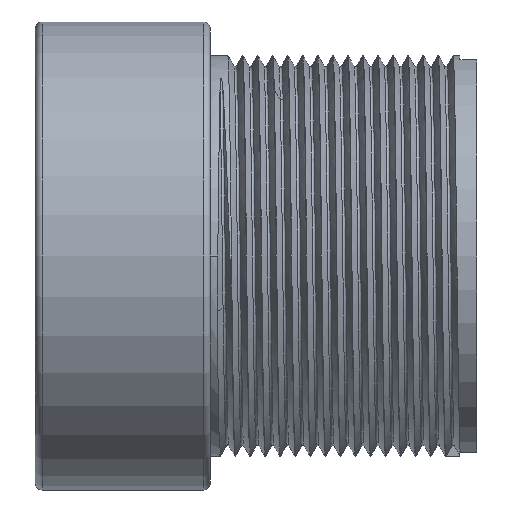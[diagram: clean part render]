
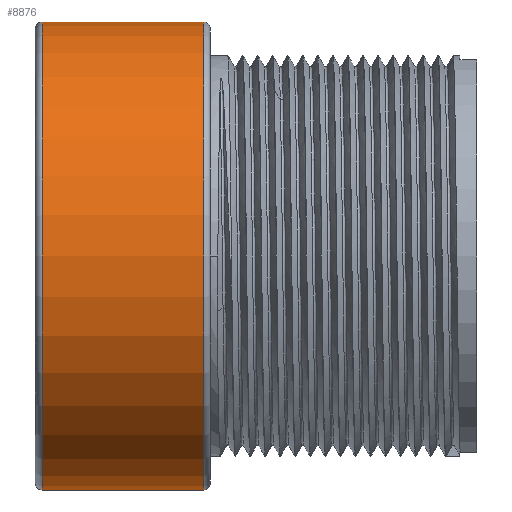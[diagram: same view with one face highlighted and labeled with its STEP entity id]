
A CAD part, left-side view. The second image highlights one B-rep face of the part: STEP entity #8876.
In plain terms, the highlighted cylindrical face has radius 7 mm (diameter 14 mm), a partial arc.
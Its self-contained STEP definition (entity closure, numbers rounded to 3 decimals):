
#3448=CARTESIAN_POINT('',(0.,8.17,0.));
#3449=DIRECTION('',(0.,1.,0.));
#3450=DIRECTION('',(0.,0.,-1.));
#3451=AXIS2_PLACEMENT_3D('',#3448,#3449,#3450);
#3453=DIRECTION('',(0.,1.,0.));
#3454=VECTOR('',#3453,4.83);
#3455=CARTESIAN_POINT('',(0.,8.17,-7.));
#3456=LINE('',#3455,#3454);
#3457=CARTESIAN_POINT('',(0.,13.,0.));
#3458=DIRECTION('',(0.,1.,0.));
#3459=DIRECTION('',(0.,0.,-1.));
#3460=AXIS2_PLACEMENT_3D('',#3457,#3458,#3459);
#3462=DIRECTION('',(0.,1.,0.));
#3463=VECTOR('',#3462,4.83);
#3464=CARTESIAN_POINT('',(0.,8.17,7.));
#3465=LINE('',#3464,#3463);
#3847=CARTESIAN_POINT('',(0.,8.17,-7.));
#3848=CARTESIAN_POINT('',(0.,8.17,7.));
#3849=VERTEX_POINT('',#3847);
#3850=VERTEX_POINT('',#3848);
#3859=CARTESIAN_POINT('',(0.,13.,7.));
#3860=CARTESIAN_POINT('',(0.,13.,-7.));
#3861=VERTEX_POINT('',#3859);
#3862=VERTEX_POINT('',#3860);
#8862=CARTESIAN_POINT('',(0.,13.462,0.));
#8863=DIRECTION('',(0.,-1.,0.));
#8864=DIRECTION('',(0.,0.,1.));
#8865=AXIS2_PLACEMENT_3D('',#8862,#8863,#8864);
#8866=CYLINDRICAL_SURFACE('',#8865,7.);
#8867=ORIENTED_EDGE('',*,*,#8845,.F.);
#8869=ORIENTED_EDGE('',*,*,#8868,.T.);
#8871=ORIENTED_EDGE('',*,*,#8870,.T.);
#8873=ORIENTED_EDGE('',*,*,#8872,.F.);
#8874=EDGE_LOOP('',(#8867,#8869,#8871,#8873));
#8875=FACE_OUTER_BOUND('',#8874,.F.);
#3452=CIRCLE('',#3451,7.);
#3461=CIRCLE('',#3460,7.);
#8845=EDGE_CURVE('',#3849,#3850,#3452,.T.);
#8868=EDGE_CURVE('',#3849,#3862,#3456,.T.);
#8870=EDGE_CURVE('',#3862,#3861,#3461,.T.);
#8872=EDGE_CURVE('',#3850,#3861,#3465,.T.);
#8876=ADVANCED_FACE('',(#8875),#8866,.T.);
